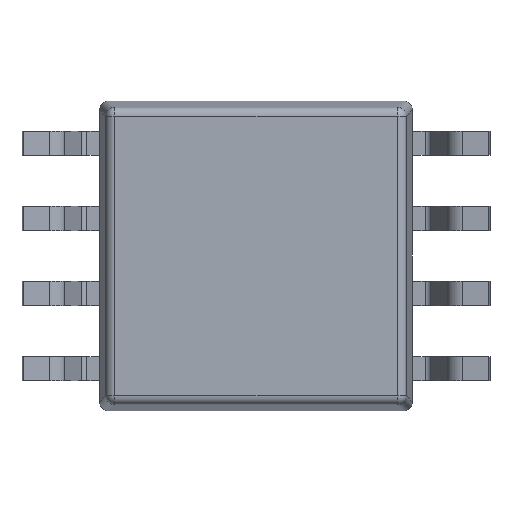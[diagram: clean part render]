
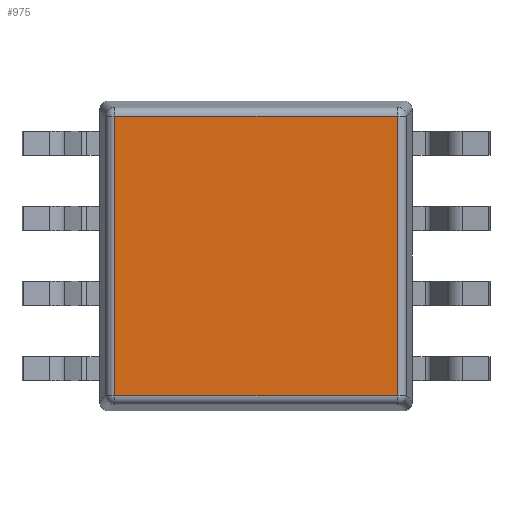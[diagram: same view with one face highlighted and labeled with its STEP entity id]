
A CAD part, front view. The second image highlights one B-rep face of the part: STEP entity #975.
In plain terms, the highlighted planar face has unit normal (0, -1, 0).
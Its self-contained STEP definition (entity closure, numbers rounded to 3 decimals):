
#57 = LINE ( 'NONE', #2833, #1704 ) ;
#196 = CARTESIAN_POINT ( 'NONE',  ( -2.516, 0.2, 2.361 ) ) ;
#323 = VERTEX_POINT ( 'NONE', #880 ) ;
#346 = VERTEX_POINT ( 'NONE', #2172 ) ;
#358 = AXIS2_PLACEMENT_3D ( 'NONE', #2785, #3507, #1362 ) ;
#455 = CARTESIAN_POINT ( 'NONE',  ( 2.386, 0.2, 2.361 ) ) ;
#637 = DIRECTION ( 'NONE',  ( -1., 0., 0. ) ) ;
#717 = ORIENTED_EDGE ( 'NONE', *, *, #3155, .T. ) ;
#880 = CARTESIAN_POINT ( 'NONE',  ( -2.386, 0.2, 2.361 ) ) ;
#962 = ORIENTED_EDGE ( 'NONE', *, *, #4006, .T. ) ;
#975 = ADVANCED_FACE ( 'NONE', ( #2997 ), #3482, .T. ) ;
#1362 = DIRECTION ( 'NONE',  ( 0., 0., -1. ) ) ;
#1453 = VECTOR ( 'NONE', #4744, 1000. ) ;
#1486 = LINE ( 'NONE', #3997, #1453 ) ;
#1529 = VECTOR ( 'NONE', #637, 1000. ) ;
#1574 = CARTESIAN_POINT ( 'NONE',  ( 2.386, 0.2, -2.361 ) ) ;
#1704 = VECTOR ( 'NONE', #3938, 1000. ) ;
#1915 = VECTOR ( 'NONE', #4150, 1000. ) ;
#1963 = CARTESIAN_POINT ( 'NONE',  ( -2.386, 0.2, -2.491 ) ) ;
#1964 = LINE ( 'NONE', #1963, #1915 ) ;
#2172 = CARTESIAN_POINT ( 'NONE',  ( -2.386, 0.2, -2.361 ) ) ;
#2347 = VERTEX_POINT ( 'NONE', #455 ) ;
#2438 = ORIENTED_EDGE ( 'NONE', *, *, #4449, .T. ) ;
#2575 = ORIENTED_EDGE ( 'NONE', *, *, #3749, .T. ) ;
#2785 = CARTESIAN_POINT ( 'NONE',  ( 0., 0.2, 0. ) ) ;
#2833 = CARTESIAN_POINT ( 'NONE',  ( 2.386, 0.2, 2.491 ) ) ;
#2997 = FACE_OUTER_BOUND ( 'NONE', #3895, .T. ) ;
#3155 = EDGE_CURVE ( 'NONE', #2347, #323, #3170, .T. ) ;
#3170 = LINE ( 'NONE', #196, #1529 ) ;
#3272 = VERTEX_POINT ( 'NONE', #1574 ) ;
#3482 = PLANE ( 'NONE',  #358 ) ;
#3507 = DIRECTION ( 'NONE',  ( 0., -1., 0. ) ) ;
#3749 = EDGE_CURVE ( 'NONE', #3272, #2347, #57, .T. ) ;
#3895 = EDGE_LOOP ( 'NONE', ( #717, #2438, #962, #2575 ) ) ;
#3938 = DIRECTION ( 'NONE',  ( 0., 0., 1. ) ) ;
#3997 = CARTESIAN_POINT ( 'NONE',  ( 2.516, 0.2, -2.361 ) ) ;
#4006 = EDGE_CURVE ( 'NONE', #346, #3272, #1486, .T. ) ;
#4150 = DIRECTION ( 'NONE',  ( 0., 0., -1. ) ) ;
#4449 = EDGE_CURVE ( 'NONE', #323, #346, #1964, .T. ) ;
#4744 = DIRECTION ( 'NONE',  ( 1., 0., 0. ) ) ;
